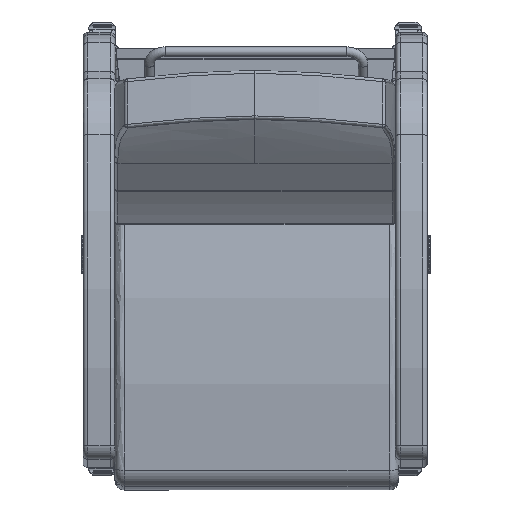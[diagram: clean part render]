
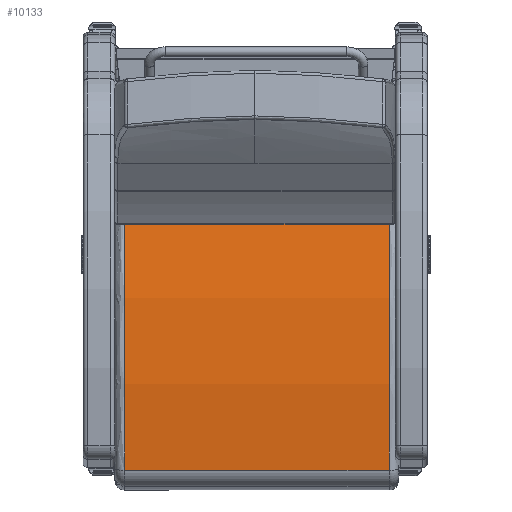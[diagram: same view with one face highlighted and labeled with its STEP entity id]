
A CAD part, front view. The second image highlights one B-rep face of the part: STEP entity #10133.
In plain terms, the highlighted free-form (B-spline) face has degree [1, 2] with [2, 3] control points.
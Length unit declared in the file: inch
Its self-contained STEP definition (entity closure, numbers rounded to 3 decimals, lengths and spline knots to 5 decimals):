
#260=(
BOUNDED_SURFACE()
B_SPLINE_SURFACE(1,2,((#29258,#29259,#29260),(#29261,#29262,#29263)),
 .UNSPECIFIED.,.F.,.F.,.F.)
B_SPLINE_SURFACE_WITH_KNOTS((2,2),(3,3),(-0.17276,0.17276),
(1.36178,1.69928),.UNSPECIFIED.)
GEOMETRIC_REPRESENTATION_ITEM()
RATIONAL_B_SPLINE_SURFACE(((1.,0.986,1.),(1.,0.986,
1.)))
REPRESENTATION_ITEM('')
SURFACE()
);
#633=ELLIPSE('',#11267,60.05357,60.);
#643=ELLIPSE('',#11295,60.05357,60.);
#1174=LINE('',#29256,#1779);
#1175=LINE('',#29265,#1780);
#1779=VECTOR('',#13322,0.3937);
#1780=VECTOR('',#13325,0.3937);
#2449=FACE_OUTER_BOUND('',#3163,.T.);
#3163=EDGE_LOOP('',(#7833,#7834,#7835,#7836));
#4774=VERTEX_POINT('',#29048);
#4775=VERTEX_POINT('',#29049);
#4800=VERTEX_POINT('',#29255);
#4801=VERTEX_POINT('',#29264);
#5871=EDGE_CURVE('',#4774,#4775,#633,.T.);
#5909=EDGE_CURVE('',#4775,#4800,#1174,.T.);
#5911=EDGE_CURVE('',#4774,#4801,#1175,.T.);
#5912=EDGE_CURVE('',#4800,#4801,#643,.T.);
#7833=ORIENTED_EDGE('',*,*,#5871,.F.);
#7834=ORIENTED_EDGE('',*,*,#5911,.T.);
#7835=ORIENTED_EDGE('',*,*,#5912,.F.);
#7836=ORIENTED_EDGE('',*,*,#5909,.F.);
#10133=ADVANCED_FACE('',(#2449),#260,.F.);
#11267=AXIS2_PLACEMENT_3D('',#29050,#13254,#13255);
#11295=AXIS2_PLACEMENT_3D('',#29266,#13326,#13327);
#13254=DIRECTION('center_axis',(0.,0.,-1.));
#13255=DIRECTION('ref_axis',(1.,0.,0.));
#13322=DIRECTION('',(0.,0.,1.));
#13325=DIRECTION('',(0.,0.,1.));
#13326=DIRECTION('center_axis',(0.,0.,1.));
#13327=DIRECTION('ref_axis',(1.,0.,0.));
#29048=CARTESIAN_POINT('',(-10.04459,1.25621,-10.375));
#29049=CARTESIAN_POINT('',(10.1114,0.44486,-10.375));
#29050=CARTESIAN_POINT('Origin',(-2.34979,-58.24922,-10.375));
#29255=CARTESIAN_POINT('',(10.1114,0.44486,10.375));
#29256=CARTESIAN_POINT('',(10.1114,0.44486,0.));
#29258=CARTESIAN_POINT('Ctrl Pts',(10.1114,0.44486,-10.375));
#29259=CARTESIAN_POINT('Ctrl Pts',(0.10258,2.56602,-10.375));
#29260=CARTESIAN_POINT('Ctrl Pts',(-10.04459,1.25621,-10.375));
#29261=CARTESIAN_POINT('Ctrl Pts',(10.1114,0.44486,10.375));
#29262=CARTESIAN_POINT('Ctrl Pts',(0.10258,2.56602,10.375));
#29263=CARTESIAN_POINT('Ctrl Pts',(-10.04459,1.25621,10.375));
#29264=CARTESIAN_POINT('',(-10.04459,1.25621,10.375));
#29265=CARTESIAN_POINT('',(-10.04459,1.25621,0.));
#29266=CARTESIAN_POINT('Origin',(-2.34979,-58.24922,10.375));
